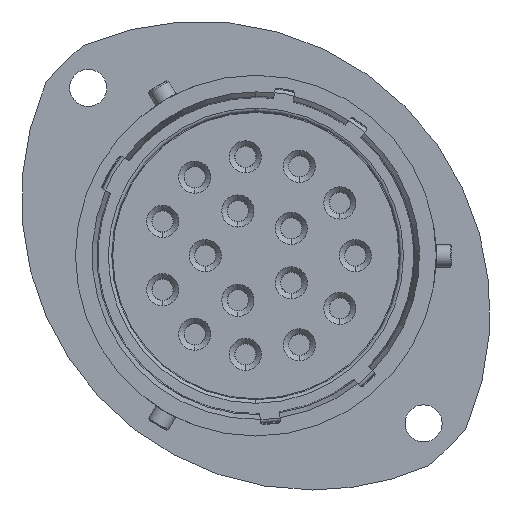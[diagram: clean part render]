
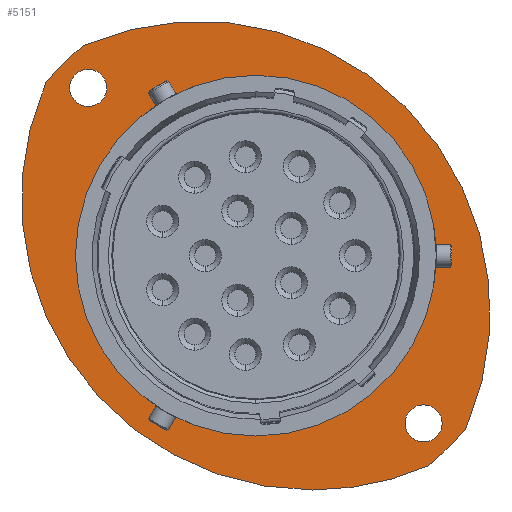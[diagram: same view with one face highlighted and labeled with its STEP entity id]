
A CAD part, left-side view. The second image highlights one B-rep face of the part: STEP entity #5151.
In plain terms, the highlighted planar face has unit normal (-1, 0, 0).
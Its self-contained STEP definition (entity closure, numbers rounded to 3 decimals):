
#210 = CARTESIAN_POINT ( 'NONE',  ( 4.955, 23.731, 0.042 ) ) ;
#237 = AXIS2_PLACEMENT_3D ( 'NONE', #19695, #25993, #29265 ) ;
#575 = AXIS2_PLACEMENT_3D ( 'NONE', #16669, #16063, #768 ) ;
#768 = DIRECTION ( 'NONE',  ( 0., 0., -1. ) ) ;
#912 = CARTESIAN_POINT ( 'NONE',  ( 4.955, 2.961, 4.992 ) ) ;
#1404 = EDGE_CURVE ( 'NONE', #19522, #27701, #8506, .T. ) ;
#1608 = DIRECTION ( 'NONE',  ( -1., 0., 0. ) ) ;
#1710 = DIRECTION ( 'NONE',  ( -1., 0., 0. ) ) ;
#3253 = CARTESIAN_POINT ( 'NONE',  ( 4.955, 26.333, 15.189 ) ) ;
#3415 = FACE_BOUND ( 'NONE', #32438, .T. ) ;
#4568 = DIRECTION ( 'NONE',  ( 0., 0., -1. ) ) ;
#4640 = CARTESIAN_POINT ( 'NONE',  ( 4.955, 7.911, -15.778 ) ) ;
#4667 = CARTESIAN_POINT ( 'NONE',  ( 4.955, 2.961, -20.508 ) ) ;
#5151 = ADVANCED_FACE ( 'NONE', ( #9145, #34280, #3415, #36914 ), #31206, .F. ) ;
#5684 = EDGE_CURVE ( 'NONE', #37865, #6611, #23292, .T. ) ;
#6611 = VERTEX_POINT ( 'NONE', #19685 ) ;
#6798 = CARTESIAN_POINT ( 'NONE',  ( 4.955, 7.911, 15.862 ) ) ;
#7735 = EDGE_LOOP ( 'NONE', ( #21783, #14191 ) ) ;
#8227 = CARTESIAN_POINT ( 'NONE',  ( 4.955, 7.911, 0.042 ) ) ;
#8380 = AXIS2_PLACEMENT_3D ( 'NONE', #8227, #20746, #33197 ) ;
#8506 = CIRCLE ( 'NONE', #32006, 23.85 ) ;
#9044 = AXIS2_PLACEMENT_3D ( 'NONE', #912, #12740, #16011 ) ;
#9145 = FACE_BOUND ( 'NONE', #7735, .T. ) ;
#9607 = EDGE_CURVE ( 'NONE', #15338, #34354, #24831, .T. ) ;
#9637 = CIRCLE ( 'NONE', #575, 25.5 ) ;
#9827 = DIRECTION ( 'NONE',  ( -1., 0., 0. ) ) ;
#10011 = CARTESIAN_POINT ( 'NONE',  ( 4.955, -6.797, -16.29 ) ) ;
#10676 = CARTESIAN_POINT ( 'NONE',  ( 4.955, 22.618, 14.75 ) ) ;
#11477 = EDGE_LOOP ( 'NONE', ( #32845, #34166, #37431, #37863, #20251 ) ) ;
#11511 = DIRECTION ( 'NONE',  ( 0., 0., 1. ) ) ;
#11725 = CARTESIAN_POINT ( 'NONE',  ( 4.955, 7.911, 0.042 ) ) ;
#11991 = VERTEX_POINT ( 'NONE', #20524 ) ;
#12401 = AXIS2_PLACEMENT_3D ( 'NONE', #23284, #16721, #26324 ) ;
#12740 = DIRECTION ( 'NONE',  ( -1., 0., 0. ) ) ;
#13173 = CARTESIAN_POINT ( 'NONE',  ( 4.955, 22.618, 16.375 ) ) ;
#14191 = ORIENTED_EDGE ( 'NONE', *, *, #5684, .F. ) ;
#14895 = CIRCLE ( 'NONE', #8380, 15.82 ) ;
#14971 = CARTESIAN_POINT ( 'NONE',  ( 4.955, -6.797, -13.04 ) ) ;
#15338 = VERTEX_POINT ( 'NONE', #10011 ) ;
#15463 = CIRCLE ( 'NONE', #34402, 15.82 ) ;
#16011 = DIRECTION ( 'NONE',  ( 0., 0., -1. ) ) ;
#16063 = DIRECTION ( 'NONE',  ( -1., 0., 0. ) ) ;
#16669 = CARTESIAN_POINT ( 'NONE',  ( 4.955, 2.961, 4.992 ) ) ;
#16721 = DIRECTION ( 'NONE',  ( -1., 0., 0. ) ) ;
#16853 = EDGE_CURVE ( 'NONE', #6611, #37865, #35734, .T. ) ;
#16895 = CIRCLE ( 'NONE', #9044, 25.5 ) ;
#18550 = DIRECTION ( 'NONE',  ( 0., 0., -1. ) ) ;
#18587 = VERTEX_POINT ( 'NONE', #4667 ) ;
#19107 = CARTESIAN_POINT ( 'NONE',  ( 4.955, 12.86, -4.907 ) ) ;
#19522 = VERTEX_POINT ( 'NONE', #20318 ) ;
#19685 = CARTESIAN_POINT ( 'NONE',  ( 4.955, 22.618, 13.125 ) ) ;
#19695 = CARTESIAN_POINT ( 'NONE',  ( 4.955, 7.911, 0.042 ) ) ;
#20107 = ORIENTED_EDGE ( 'NONE', *, *, #28362, .F. ) ;
#20251 = ORIENTED_EDGE ( 'NONE', *, *, #35080, .T. ) ;
#20318 = CARTESIAN_POINT ( 'NONE',  ( 4.955, -7.236, -18.38 ) ) ;
#20452 = ORIENTED_EDGE ( 'NONE', *, *, #20972, .F. ) ;
#20524 = CARTESIAN_POINT ( 'NONE',  ( 4.955, 23.057, 18.465 ) ) ;
#20606 = CIRCLE ( 'NONE', #39438, 1.625 ) ;
#20745 = VERTEX_POINT ( 'NONE', #3253 ) ;
#20746 = DIRECTION ( 'NONE',  ( -1., 0., 0. ) ) ;
#20972 = EDGE_CURVE ( 'NONE', #34354, #15338, #20606, .T. ) ;
#21154 = CARTESIAN_POINT ( 'NONE',  ( 4.955, 7.911, 0.042 ) ) ;
#21448 = DIRECTION ( 'NONE',  ( 1., 0., 0. ) ) ;
#21783 = ORIENTED_EDGE ( 'NONE', *, *, #16853, .F. ) ;
#22139 = CARTESIAN_POINT ( 'NONE',  ( 4.955, 22.618, 14.75 ) ) ;
#22166 = EDGE_CURVE ( 'NONE', #20745, #18587, #9637, .T. ) ;
#22508 = EDGE_CURVE ( 'NONE', #18587, #19522, #16895, .T. ) ;
#22547 = VERTEX_POINT ( 'NONE', #6798 ) ;
#22643 = EDGE_LOOP ( 'NONE', ( #30032, #20452 ) ) ;
#22949 = DIRECTION ( 'NONE',  ( -1., 0., 0. ) ) ;
#23284 = CARTESIAN_POINT ( 'NONE',  ( 4.955, -6.797, -14.665 ) ) ;
#23292 = CIRCLE ( 'NONE', #27845, 1.625 ) ;
#23614 = CARTESIAN_POINT ( 'NONE',  ( 4.955, -10.512, -15.104 ) ) ;
#24243 = DIRECTION ( 'NONE',  ( -1., 0., 0. ) ) ;
#24809 = DIRECTION ( 'NONE',  ( 0., 0., -1. ) ) ;
#24831 = CIRCLE ( 'NONE', #12401, 1.625 ) ;
#25841 = ORIENTED_EDGE ( 'NONE', *, *, #32267, .F. ) ;
#25993 = DIRECTION ( 'NONE',  ( -1., 0., 0. ) ) ;
#26133 = EDGE_CURVE ( 'NONE', #27701, #11991, #30845, .T. ) ;
#26324 = DIRECTION ( 'NONE',  ( 0., 0., -1. ) ) ;
#26717 = VERTEX_POINT ( 'NONE', #4640 ) ;
#27131 = CARTESIAN_POINT ( 'NONE',  ( 4.955, -6.797, -14.665 ) ) ;
#27701 = VERTEX_POINT ( 'NONE', #23614 ) ;
#27845 = AXIS2_PLACEMENT_3D ( 'NONE', #10676, #1710, #4568 ) ;
#28362 = EDGE_CURVE ( 'NONE', #26717, #22547, #15463, .T. ) ;
#29265 = DIRECTION ( 'NONE',  ( 0., 0., 1. ) ) ;
#30032 = ORIENTED_EDGE ( 'NONE', *, *, #9607, .F. ) ;
#30575 = AXIS2_PLACEMENT_3D ( 'NONE', #210, #21448, #18550 ) ;
#30845 = CIRCLE ( 'NONE', #39281, 25.5 ) ;
#31115 = DIRECTION ( 'NONE',  ( 0., 0., 1. ) ) ;
#31206 = PLANE ( 'NONE',  #30575 ) ;
#32006 = AXIS2_PLACEMENT_3D ( 'NONE', #11725, #24243, #11511 ) ;
#32267 = EDGE_CURVE ( 'NONE', #22547, #26717, #14895, .T. ) ;
#32438 = EDGE_LOOP ( 'NONE', ( #25841, #20107 ) ) ;
#32845 = ORIENTED_EDGE ( 'NONE', *, *, #22166, .T. ) ;
#33197 = DIRECTION ( 'NONE',  ( 0., 0., 1. ) ) ;
#33385 = CIRCLE ( 'NONE', #237, 23.85 ) ;
#33801 = DIRECTION ( 'NONE',  ( -1., 0., 0. ) ) ;
#34166 = ORIENTED_EDGE ( 'NONE', *, *, #22508, .T. ) ;
#34280 = FACE_BOUND ( 'NONE', #22643, .T. ) ;
#34354 = VERTEX_POINT ( 'NONE', #14971 ) ;
#34402 = AXIS2_PLACEMENT_3D ( 'NONE', #21154, #33801, #31115 ) ;
#34434 = AXIS2_PLACEMENT_3D ( 'NONE', #22139, #9827, #24809 ) ;
#35080 = EDGE_CURVE ( 'NONE', #11991, #20745, #33385, .T. ) ;
#35223 = DIRECTION ( 'NONE',  ( 0., 0., -1. ) ) ;
#35731 = DIRECTION ( 'NONE',  ( 0., 0., -1. ) ) ;
#35734 = CIRCLE ( 'NONE', #34434, 1.625 ) ;
#36914 = FACE_OUTER_BOUND ( 'NONE', #11477, .T. ) ;
#37431 = ORIENTED_EDGE ( 'NONE', *, *, #1404, .T. ) ;
#37863 = ORIENTED_EDGE ( 'NONE', *, *, #26133, .T. ) ;
#37865 = VERTEX_POINT ( 'NONE', #13173 ) ;
#39281 = AXIS2_PLACEMENT_3D ( 'NONE', #19107, #22949, #35223 ) ;
#39438 = AXIS2_PLACEMENT_3D ( 'NONE', #27131, #1608, #35731 ) ;
